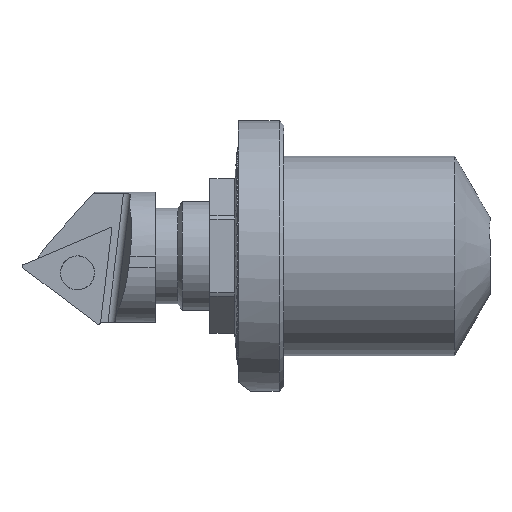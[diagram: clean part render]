
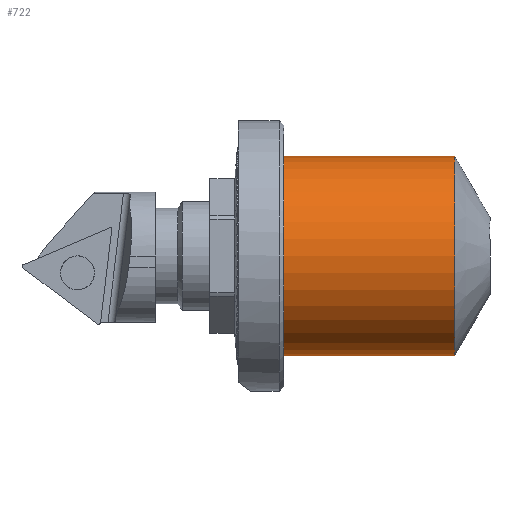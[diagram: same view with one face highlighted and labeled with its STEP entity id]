
A CAD part, front view. The second image highlights one B-rep face of the part: STEP entity #722.
In plain terms, the highlighted cylindrical face has radius 10.993 mm (diameter 21.986 mm), a full revolution.
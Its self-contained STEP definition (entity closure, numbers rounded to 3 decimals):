
#214=FACE_BOUND('',#1765,.T.);
#215=FACE_BOUND('',#1766,.T.);
#264=CIRCLE('',#7194,10.993);
#289=CIRCLE('',#7234,10.993);
#439=CYLINDRICAL_SURFACE('',#7237,10.993);
#722=ADVANCED_FACE('',(#214,#215),#439,.T.);
#1765=EDGE_LOOP('',(#2383));
#1766=EDGE_LOOP('',(#2384));
#2383=ORIENTED_EDGE('',*,*,#4969,.F.);
#2384=ORIENTED_EDGE('',*,*,#4873,.T.);
#4167=VERTEX_POINT('',#9882);
#4259=VERTEX_POINT('',#10085);
#4873=EDGE_CURVE('',#4167,#4167,#264,.T.);
#4969=EDGE_CURVE('',#4259,#4259,#289,.T.);
#7194=AXIS2_PLACEMENT_3D('',#9881,#7937,#7938);
#7234=AXIS2_PLACEMENT_3D('',#10084,#8088,#8089);
#7237=AXIS2_PLACEMENT_3D('',#10089,#8094,#8095);
#7937=DIRECTION('',(1.,0.,0.));
#7938=DIRECTION('',(0.,0.,-1.));
#8088=DIRECTION('',(1.,0.,0.));
#8089=DIRECTION('',(0.,0.,1.));
#8094=DIRECTION('',(1.,0.,0.));
#8095=DIRECTION('',(0.,0.,1.));
#9881=CARTESIAN_POINT('',(0.,0.,0.));
#9882=CARTESIAN_POINT('',(0.,0.,-10.993));
#10084=CARTESIAN_POINT('',(18.8,0.,0.));
#10085=CARTESIAN_POINT('',(18.8,0.,10.993));
#10089=CARTESIAN_POINT('',(87.976,0.,0.));
